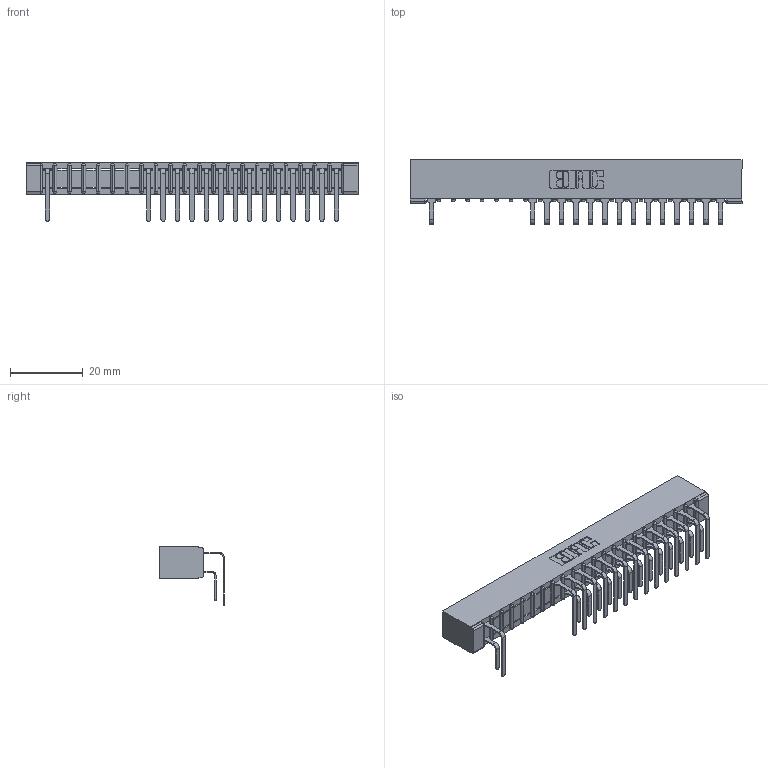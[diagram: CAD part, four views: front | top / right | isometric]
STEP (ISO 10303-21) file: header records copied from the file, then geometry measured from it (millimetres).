
FILE_DESCRIPTION (( 'STEP AP203' ), '1' );
FILE_NAME ('357-021-559-101.STEP', '2018-08-08T11:53:51', ( '' ), ( '' ), 'SwSTEP 2.0', 'SolidWorks 2016', '' );
FILE_SCHEMA (( 'CONFIG_CONTROL_DESIGN' ));
Length unit declared in the file: inch
Products named in the file (4): 307-290-001_559 - 2 (Single); 357-021-559-101; 307 Part_No Mounting Lugs; 307-290-001_558 559 - 1 (Single)
Assembly tree (30 placements, depth 2):
  357-021-559-101
    307 Part_No Mounting Lugs
    307-290-001_558 559 - 1 (Single)  x14
    307-290-001_559 - 2 (Single)  x15
Bounding box: 91.08 x 17.69 x 16.08 mm (x, y, z)
Volume: 6153 mm3; surface area: 11026 mm2
Topology: 30 solids, 30 shells, 1712 faces, 4833 edges, 3122 vertices
Faces by surface type: plane 1101, cylinder 567, sphere 44
Entity records: 22017 total; most frequent: CARTESIAN_POINT 3662, ORIENTED_EDGE 3638, DIRECTION 3581, EDGE_CURVE 1819, VECTOR 1387, LINE 1387, VERTEX_POINT 1178, AXIS2_PLACEMENT_3D 1097
